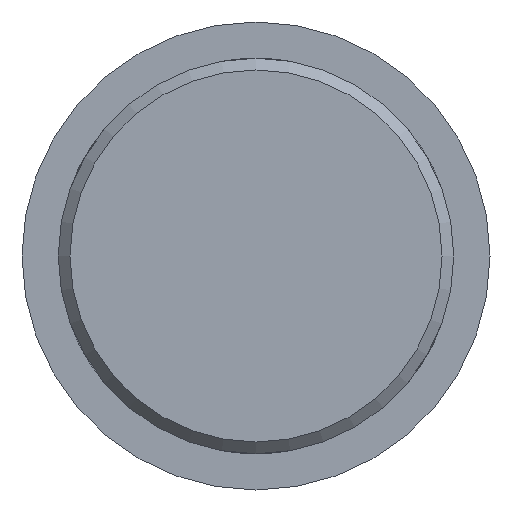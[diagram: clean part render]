
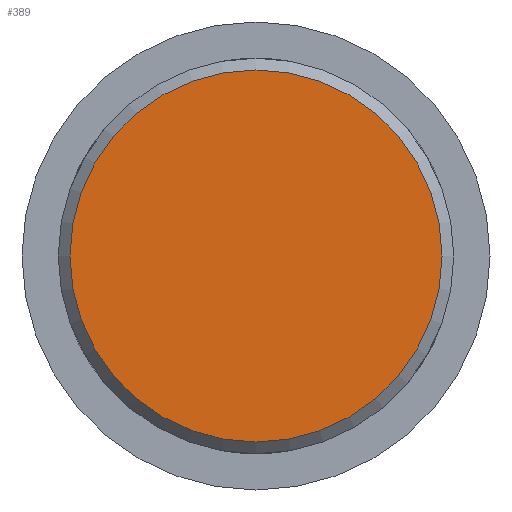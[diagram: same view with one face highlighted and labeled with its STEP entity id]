
A CAD part, front view. The second image highlights one B-rep face of the part: STEP entity #389.
In plain terms, the highlighted planar face has unit normal (0, -1, 0).
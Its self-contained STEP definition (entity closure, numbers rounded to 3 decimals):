
#43=PLANE('',#438);
#58=FACE_OUTER_BOUND('',#92,.T.);
#92=EDGE_LOOP('',(#294));
#146=CIRCLE('',#432,15.9);
#176=VERTEX_POINT('',#624);
#215=EDGE_CURVE('',#176,#176,#146,.T.);
#294=ORIENTED_EDGE('',*,*,#215,.F.);
#389=ADVANCED_FACE('',(#58),#43,.T.);
#432=AXIS2_PLACEMENT_3D('',#625,#498,#499);
#438=AXIS2_PLACEMENT_3D('',#871,#512,#513);
#498=DIRECTION('center_axis',(0.,1.,0.));
#499=DIRECTION('ref_axis',(-1.,0.,0.));
#512=DIRECTION('center_axis',(0.,-1.,0.));
#513=DIRECTION('ref_axis',(0.,0.,-1.));
#624=CARTESIAN_POINT('',(15.9,-25.4,0.));
#625=CARTESIAN_POINT('Origin',(0.,-25.4,0.));
#871=CARTESIAN_POINT('Origin',(0.,-25.4,0.));
